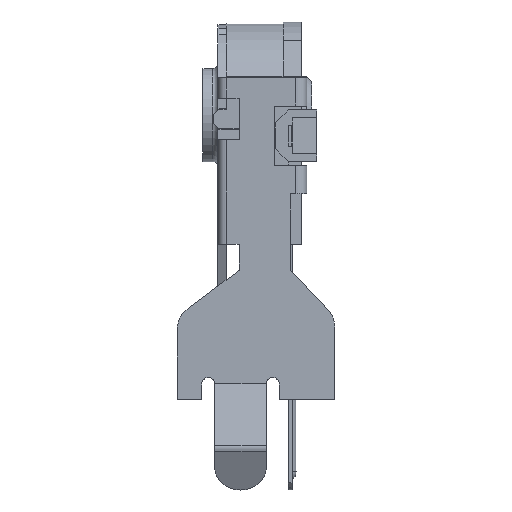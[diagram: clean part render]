
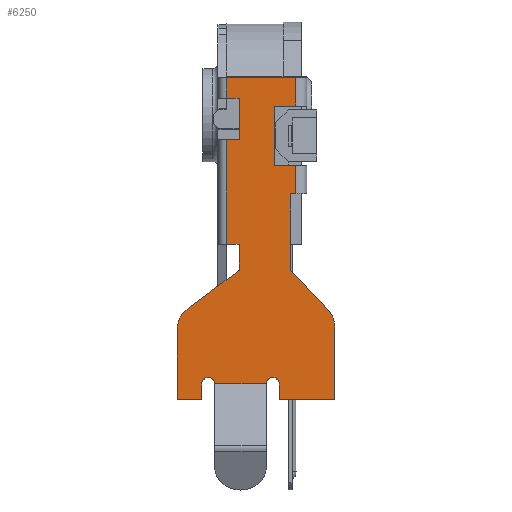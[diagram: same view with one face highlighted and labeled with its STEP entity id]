
A CAD part, left-side view. The second image highlights one B-rep face of the part: STEP entity #6250.
In plain terms, the highlighted planar face has unit normal (-1, 0, 0).
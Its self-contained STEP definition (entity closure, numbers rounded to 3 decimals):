
#118=PLANE('',#6649);
#448=FACE_OUTER_BOUND('',#785,.T.);
#785=EDGE_LOOP('',(#4562,#4563,#4564,#4565,#4566,#4567,#4568,#4569,#4570,
#4571,#4572,#4573,#4574,#4575,#4576,#4577,#4578,#4579,#4580,#4581,#4582,
#4583,#4584,#4585,#4586,#4587,#4588,#4589));
#1095=LINE('',#8796,#1840);
#1127=LINE('',#8864,#1872);
#1164=LINE('',#8939,#1909);
#1203=LINE('',#9024,#1948);
#1206=LINE('',#9031,#1951);
#1211=LINE('',#9046,#1956);
#1216=LINE('',#9056,#1961);
#1224=LINE('',#9071,#1969);
#1226=LINE('',#9077,#1971);
#1348=LINE('',#9349,#2093);
#1349=LINE('',#9350,#2094);
#1350=LINE('',#9351,#2095);
#1351=LINE('',#9353,#2096);
#1352=LINE('',#9355,#2097);
#1353=LINE('',#9357,#2098);
#1354=LINE('',#9359,#2099);
#1355=LINE('',#9363,#2100);
#1356=LINE('',#9365,#2101);
#1357=LINE('',#9367,#2102);
#1358=LINE('',#9371,#2103);
#1359=LINE('',#9375,#2104);
#1360=LINE('',#9377,#2105);
#1361=LINE('',#9379,#2106);
#1362=LINE('',#9382,#2107);
#1840=VECTOR('',#7122,1000.);
#1872=VECTOR('',#7168,1000.);
#1909=VECTOR('',#7225,1000.);
#1948=VECTOR('',#7290,1000.);
#1951=VECTOR('',#7295,1000.);
#1956=VECTOR('',#7308,1000.);
#1961=VECTOR('',#7315,1000.);
#1969=VECTOR('',#7327,1000.);
#1971=VECTOR('',#7333,1000.);
#2093=VECTOR('',#7547,1000.);
#2094=VECTOR('',#7548,1000.);
#2095=VECTOR('',#7549,1000.);
#2096=VECTOR('',#7550,1000.);
#2097=VECTOR('',#7551,1000.);
#2098=VECTOR('',#7552,1000.);
#2099=VECTOR('',#7553,1000.);
#2100=VECTOR('',#7556,1000.);
#2101=VECTOR('',#7557,1000.);
#2102=VECTOR('',#7558,1000.);
#2103=VECTOR('',#7561,1000.);
#2104=VECTOR('',#7564,1000.);
#2105=VECTOR('',#7565,1000.);
#2106=VECTOR('',#7566,1000.);
#2107=VECTOR('',#7569,1000.);
#2589=CIRCLE('',#6650,1.);
#2590=CIRCLE('',#6651,0.25);
#2591=CIRCLE('',#6652,0.25);
#2592=CIRCLE('',#6653,1.);
#2726=VERTEX_POINT('',#8792);
#2728=VERTEX_POINT('',#8795);
#2756=VERTEX_POINT('',#8861);
#2757=VERTEX_POINT('',#8863);
#2782=VERTEX_POINT('',#8930);
#2785=VERTEX_POINT('',#8937);
#2816=VERTEX_POINT('',#9018);
#2818=VERTEX_POINT('',#9022);
#2821=VERTEX_POINT('',#9030);
#2826=VERTEX_POINT('',#9043);
#2827=VERTEX_POINT('',#9045);
#2831=VERTEX_POINT('',#9055);
#2838=VERTEX_POINT('',#9075);
#2943=VERTEX_POINT('',#9352);
#2944=VERTEX_POINT('',#9354);
#2945=VERTEX_POINT('',#9356);
#2946=VERTEX_POINT('',#9358);
#2947=VERTEX_POINT('',#9360);
#2948=VERTEX_POINT('',#9362);
#2949=VERTEX_POINT('',#9364);
#2950=VERTEX_POINT('',#9366);
#2951=VERTEX_POINT('',#9368);
#2952=VERTEX_POINT('',#9370);
#2953=VERTEX_POINT('',#9372);
#2954=VERTEX_POINT('',#9374);
#2955=VERTEX_POINT('',#9376);
#2956=VERTEX_POINT('',#9378);
#2957=VERTEX_POINT('',#9380);
#3292=EDGE_CURVE('',#2726,#2728,#1095,.T.);
#3325=EDGE_CURVE('',#2756,#2757,#1127,.T.);
#3363=EDGE_CURVE('',#2782,#2785,#1164,.T.);
#3405=EDGE_CURVE('',#2818,#2816,#1203,.T.);
#3408=EDGE_CURVE('',#2816,#2821,#1206,.T.);
#3415=EDGE_CURVE('',#2826,#2827,#1211,.T.);
#3420=EDGE_CURVE('',#2827,#2831,#1216,.T.);
#3428=EDGE_CURVE('',#2757,#2785,#1224,.T.);
#3431=EDGE_CURVE('',#2838,#2818,#1226,.T.);
#3568=EDGE_CURVE('',#2826,#2821,#1348,.T.);
#3569=EDGE_CURVE('',#2838,#2728,#1349,.T.);
#3570=EDGE_CURVE('',#2726,#2782,#1350,.T.);
#3571=EDGE_CURVE('',#2756,#2943,#1351,.T.);
#3572=EDGE_CURVE('',#2943,#2944,#1352,.T.);
#3573=EDGE_CURVE('',#2945,#2944,#1353,.T.);
#3574=EDGE_CURVE('',#2946,#2945,#1354,.T.);
#3575=EDGE_CURVE('',#2947,#2946,#2589,.T.);
#3576=EDGE_CURVE('',#2948,#2947,#1355,.T.);
#3577=EDGE_CURVE('',#2949,#2948,#1356,.T.);
#3578=EDGE_CURVE('',#2950,#2949,#1357,.T.);
#3579=EDGE_CURVE('',#2951,#2950,#2590,.T.);
#3580=EDGE_CURVE('',#2951,#2952,#1358,.T.);
#3581=EDGE_CURVE('',#2953,#2952,#2591,.T.);
#3582=EDGE_CURVE('',#2954,#2953,#1359,.T.);
#3583=EDGE_CURVE('',#2955,#2954,#1360,.T.);
#3584=EDGE_CURVE('',#2956,#2955,#1361,.T.);
#3585=EDGE_CURVE('',#2957,#2956,#2592,.T.);
#3586=EDGE_CURVE('',#2831,#2957,#1362,.T.);
#4562=ORIENTED_EDGE('',*,*,#3415,.F.);
#4563=ORIENTED_EDGE('',*,*,#3568,.T.);
#4564=ORIENTED_EDGE('',*,*,#3408,.F.);
#4565=ORIENTED_EDGE('',*,*,#3405,.F.);
#4566=ORIENTED_EDGE('',*,*,#3431,.F.);
#4567=ORIENTED_EDGE('',*,*,#3569,.T.);
#4568=ORIENTED_EDGE('',*,*,#3292,.F.);
#4569=ORIENTED_EDGE('',*,*,#3570,.T.);
#4570=ORIENTED_EDGE('',*,*,#3363,.T.);
#4571=ORIENTED_EDGE('',*,*,#3428,.F.);
#4572=ORIENTED_EDGE('',*,*,#3325,.F.);
#4573=ORIENTED_EDGE('',*,*,#3571,.T.);
#4574=ORIENTED_EDGE('',*,*,#3572,.T.);
#4575=ORIENTED_EDGE('',*,*,#3573,.F.);
#4576=ORIENTED_EDGE('',*,*,#3574,.F.);
#4577=ORIENTED_EDGE('',*,*,#3575,.F.);
#4578=ORIENTED_EDGE('',*,*,#3576,.F.);
#4579=ORIENTED_EDGE('',*,*,#3577,.F.);
#4580=ORIENTED_EDGE('',*,*,#3578,.F.);
#4581=ORIENTED_EDGE('',*,*,#3579,.F.);
#4582=ORIENTED_EDGE('',*,*,#3580,.T.);
#4583=ORIENTED_EDGE('',*,*,#3581,.F.);
#4584=ORIENTED_EDGE('',*,*,#3582,.F.);
#4585=ORIENTED_EDGE('',*,*,#3583,.F.);
#4586=ORIENTED_EDGE('',*,*,#3584,.F.);
#4587=ORIENTED_EDGE('',*,*,#3585,.F.);
#4588=ORIENTED_EDGE('',*,*,#3586,.F.);
#4589=ORIENTED_EDGE('',*,*,#3420,.F.);
#6250=ADVANCED_FACE('',(#448),#118,.F.);
#6649=AXIS2_PLACEMENT_3D('',#9348,#7545,#7546);
#6650=AXIS2_PLACEMENT_3D('',#9361,#7554,#7555);
#6651=AXIS2_PLACEMENT_3D('',#9369,#7559,#7560);
#6652=AXIS2_PLACEMENT_3D('',#9373,#7562,#7563);
#6653=AXIS2_PLACEMENT_3D('',#9381,#7567,#7568);
#7122=DIRECTION('',(0.,-1.,0.));
#7168=DIRECTION('',(0.,-1.,0.));
#7225=DIRECTION('',(0.,-1.,0.));
#7290=DIRECTION('',(0.,0.,-1.));
#7295=DIRECTION('',(0.,-1.,0.));
#7308=DIRECTION('',(0.,1.,0.));
#7315=DIRECTION('',(0.,0.,-1.));
#7327=DIRECTION('',(0.,0.,1.));
#7333=DIRECTION('',(0.,1.,0.));
#7545=DIRECTION('center_axis',(1.,0.,0.));
#7546=DIRECTION('ref_axis',(0.,0.,
-1.));
#7547=DIRECTION('',(0.,0.,1.));
#7548=DIRECTION('',(0.,0.,1.));
#7549=DIRECTION('',(0.,0.,-1.));
#7550=DIRECTION('',(0.,0.,-1.));
#7551=DIRECTION('',(0.,-1.,0.));
#7552=DIRECTION('',(0.,0.,1.));
#7553=DIRECTION('',(0.,-0.8,0.6));
#7554=DIRECTION('center_axis',(1.,0.,0.));
#7555=DIRECTION('ref_axis',(0.,0.,-1.));
#7556=DIRECTION('',(0.,0.,1.));
#7557=DIRECTION('',(0.,1.,0.));
#7558=DIRECTION('',(0.,0.,-1.));
#7559=DIRECTION('center_axis',(-1.,0.,0.));
#7560=DIRECTION('ref_axis',(0.,0.,
1.));
#7561=DIRECTION('',(0.,-1.,0.));
#7562=DIRECTION('center_axis',(-1.,0.,0.));
#7563=DIRECTION('ref_axis',(0.,0.,
1.));
#7564=DIRECTION('',(0.,0.,1.));
#7565=DIRECTION('',(0.,1.,0.));
#7566=DIRECTION('',(0.,0.,-1.));
#7567=DIRECTION('center_axis',(1.,0.,0.));
#7568=DIRECTION('ref_axis',(0.,0.,-1.));
#7569=DIRECTION('',(0.,-0.687,-0.727));
#8792=CARTESIAN_POINT('',(-4.75,2.579,12.45));
#8795=CARTESIAN_POINT('',(-4.75,-0.117,12.45));
#8796=CARTESIAN_POINT('',(-4.75,2.9,12.45));
#8861=CARTESIAN_POINT('',(-4.75,2.579,10.05));
#8863=CARTESIAN_POINT('',(-4.75,2.08,10.05));
#8864=CARTESIAN_POINT('',(-4.75,2.9,10.05));
#8930=CARTESIAN_POINT('',(-4.75,2.579,11.65));
#8937=CARTESIAN_POINT('',(-4.75,2.08,11.65));
#8939=CARTESIAN_POINT('',(-4.75,2.9,11.65));
#9018=CARTESIAN_POINT('',(-4.75,0.73,9.05));
#9022=CARTESIAN_POINT('',(-4.75,0.73,11.35));
#9024=CARTESIAN_POINT('',(-4.75,0.73,11.35));
#9030=CARTESIAN_POINT('',(-4.75,-0.117,9.05));
#9031=CARTESIAN_POINT('',(-4.75,0.73,9.05));
#9043=CARTESIAN_POINT('',(-4.75,-0.117,7.95));
#9045=CARTESIAN_POINT('',(-4.75,0.08,7.95));
#9046=CARTESIAN_POINT('',(-4.75,-2.17,7.95));
#9055=CARTESIAN_POINT('',(-4.75,0.08,5.));
#9056=CARTESIAN_POINT('',(-4.75,0.08,7.95));
#9071=CARTESIAN_POINT('',(-4.75,2.08,10.05));
#9075=CARTESIAN_POINT('',(-4.75,-0.117,11.35));
#9077=CARTESIAN_POINT('',(-4.75,-2.17,11.35));
#9348=CARTESIAN_POINT('Origin',(-4.75,2.9,12.45));
#9349=CARTESIAN_POINT('',(-4.75,-0.117,12.45));
#9350=CARTESIAN_POINT('',(-4.75,-0.117,12.45));
#9351=CARTESIAN_POINT('',(-4.75,2.579,12.45));
#9352=CARTESIAN_POINT('',(-4.75,2.579,6.));
#9353=CARTESIAN_POINT('',(-4.75,2.579,10.05));
#9354=CARTESIAN_POINT('',(-4.75,2.08,6.));
#9355=CARTESIAN_POINT('',(-4.75,2.9,6.));
#9356=CARTESIAN_POINT('',(-4.75,2.08,5.));
#9357=CARTESIAN_POINT('',(-4.75,2.08,5.));
#9358=CARTESIAN_POINT('',(-4.75,4.08,3.5));
#9359=CARTESIAN_POINT('',(-4.75,4.08,3.5));
#9360=CARTESIAN_POINT('',(-4.75,4.48,2.7));
#9361=CARTESIAN_POINT('Origin',(-4.75,3.48,2.7));
#9362=CARTESIAN_POINT('',(-4.75,4.48,0.));
#9363=CARTESIAN_POINT('',(-4.75,4.48,0.));
#9364=CARTESIAN_POINT('',(-4.75,3.53,0.));
#9365=CARTESIAN_POINT('',(-4.75,3.53,0.));
#9366=CARTESIAN_POINT('',(-4.75,3.53,0.6));
#9367=CARTESIAN_POINT('',(-4.75,3.53,0.6));
#9368=CARTESIAN_POINT('',(-4.75,3.03,0.6));
#9369=CARTESIAN_POINT('Origin',(-4.75,3.28,0.6));
#9370=CARTESIAN_POINT('',(-4.75,1.03,0.6));
#9371=CARTESIAN_POINT('',(-4.75,3.03,0.6));
#9372=CARTESIAN_POINT('',(-4.75,0.53,0.6));
#9373=CARTESIAN_POINT('Origin',(-4.75,0.78,0.6));
#9374=CARTESIAN_POINT('',(-4.75,0.53,0.));
#9375=CARTESIAN_POINT('',(-4.75,0.53,0.));
#9376=CARTESIAN_POINT('',(-4.75,-1.62,0.));
#9377=CARTESIAN_POINT('',(-4.75,-1.62,0.));
#9378=CARTESIAN_POINT('',(-4.75,-1.62,2.802));
#9379=CARTESIAN_POINT('',(-4.75,-1.62,2.802));
#9380=CARTESIAN_POINT('',(-4.75,-1.347,3.489));
#9381=CARTESIAN_POINT('Origin',(-4.75,-0.62,2.802));
#9382=CARTESIAN_POINT('',(-4.75,0.08,5.));
